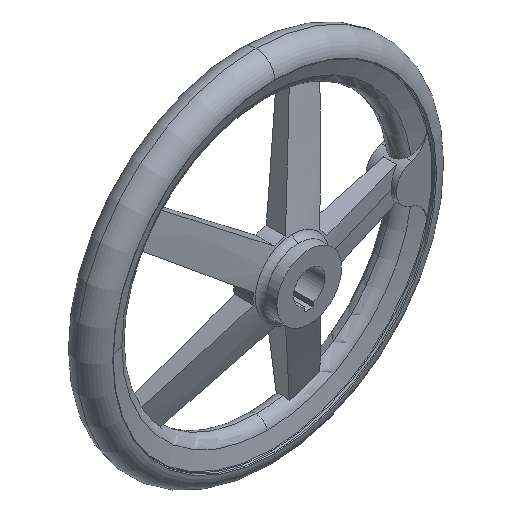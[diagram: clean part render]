
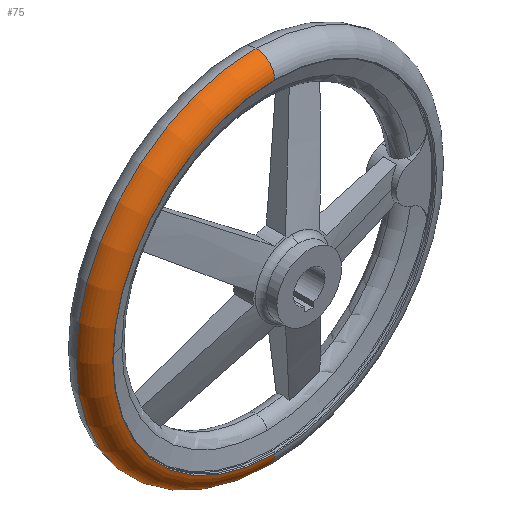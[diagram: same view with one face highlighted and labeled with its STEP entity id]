
A CAD part, isometric view. The second image highlights one B-rep face of the part: STEP entity #75.
In plain terms, the highlighted toroidal (fillet/blend) face has major radius 112 mm and minor radius 13 mm.
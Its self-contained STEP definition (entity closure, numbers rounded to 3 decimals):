
#75 = ADVANCED_FACE( '', ( #150 ), #151, .T. );
#150 = FACE_OUTER_BOUND( '', #301, .T. );
#151 = TOROIDAL_SURFACE( '', #302, 112., 13. );
#301 = EDGE_LOOP( '', ( #452, #453, #454, #455 ) );
#302 = AXIS2_PLACEMENT_3D( '', #456, #457, #458 );
#452 = ORIENTED_EDGE( '', *, *, #1148, .F. );
#453 = ORIENTED_EDGE( '', *, *, #1149, .T. );
#454 = ORIENTED_EDGE( '', *, *, #1150, .T. );
#455 = ORIENTED_EDGE( '', *, *, #1151, .T. );
#456 = CARTESIAN_POINT( '', ( 0., 37., 0. ) );
#457 = DIRECTION( '', ( 0., 1., 0. ) );
#458 = DIRECTION( '', ( 0., 0., 1. ) );
#1148 = EDGE_CURVE( '', #1385, #1386, #1387, .T. );
#1149 = EDGE_CURVE( '', #1385, #1388, #1389, .T. );
#1150 = EDGE_CURVE( '', #1388, #1390, #1391, .T. );
#1151 = EDGE_CURVE( '', #1390, #1386, #1392, .T. );
#1385 = VERTEX_POINT( '', #1778 );
#1386 = VERTEX_POINT( '', #1779 );
#1387 = CIRCLE( '', #1780, 125. );
#1388 = VERTEX_POINT( '', #1781 );
#1389 = CIRCLE( '', #1782, 13. );
#1390 = VERTEX_POINT( '', #1783 );
#1391 = CIRCLE( '', #1784, 112.542 );
#1392 = CIRCLE( '', #1785, 13. );
#1778 = CARTESIAN_POINT( '', ( 0., 37., -125. ) );
#1779 = CARTESIAN_POINT( '', ( 0., 37., 125. ) );
#1780 = AXIS2_PLACEMENT_3D( '', #3319, #3320, #3321 );
#1781 = CARTESIAN_POINT( '', ( 0., 24.011, -112.542 ) );
#1782 = AXIS2_PLACEMENT_3D( '', #3322, #3323, #3324 );
#1783 = CARTESIAN_POINT( '', ( 0., 24.011, 112.542 ) );
#1784 = AXIS2_PLACEMENT_3D( '', #3325, #3326, #3327 );
#1785 = AXIS2_PLACEMENT_3D( '', #3328, #3329, #3330 );
#3319 = CARTESIAN_POINT( '', ( 0., 37., 0. ) );
#3320 = DIRECTION( '', ( 0., 1., 0. ) );
#3321 = DIRECTION( '', ( 0., 0., 1. ) );
#3322 = CARTESIAN_POINT( '', ( 0., 37., -112. ) );
#3323 = DIRECTION( '', ( -1., 0., 0. ) );
#3324 = DIRECTION( '', ( 0., 0., -1. ) );
#3325 = CARTESIAN_POINT( '', ( 0., 24.011, 0. ) );
#3326 = DIRECTION( '', ( 0., 1., 0. ) );
#3327 = DIRECTION( '', ( 1., 0., 0. ) );
#3328 = CARTESIAN_POINT( '', ( 0., 37., 112. ) );
#3329 = DIRECTION( '', ( -1., 0., 0. ) );
#3330 = DIRECTION( '', ( 0., 0., 1. ) );
